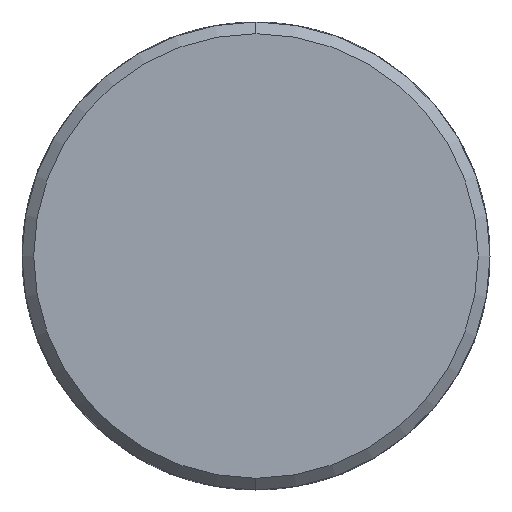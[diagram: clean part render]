
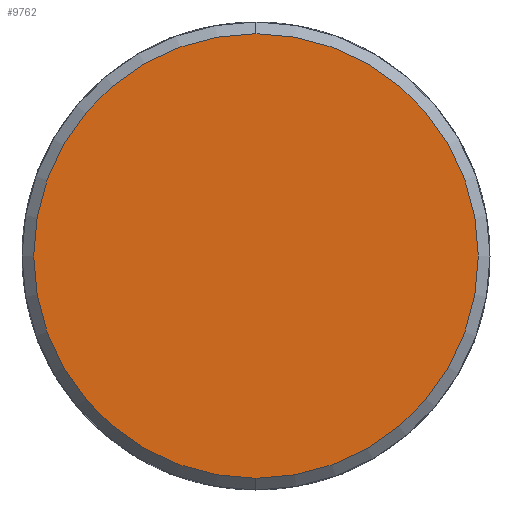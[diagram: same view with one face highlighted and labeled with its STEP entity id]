
A CAD part, left-side view. The second image highlights one B-rep face of the part: STEP entity #9762.
In plain terms, the highlighted planar face has unit normal (-1, 0, 0).
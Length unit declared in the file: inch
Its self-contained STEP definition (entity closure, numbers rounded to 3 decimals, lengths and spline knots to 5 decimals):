
#627 = EDGE_CURVE ( 'NONE', #2504, #9696, #6018, .T. ) ;
#648 = DIRECTION ( 'NONE',  ( 0., 0., -1. ) ) ;
#1155 = EDGE_CURVE ( 'NONE', #9696, #2504, #8644, .T. ) ;
#1241 = CARTESIAN_POINT ( 'NONE',  ( -4.25, 0., 0. ) ) ;
#1880 = CARTESIAN_POINT ( 'NONE',  ( -4.25, 0., -1.185 ) ) ;
#1888 = FACE_OUTER_BOUND ( 'NONE', #3098, .T. ) ;
#2022 = DIRECTION ( 'NONE',  ( 0., 0., -1. ) ) ;
#2504 = VERTEX_POINT ( 'NONE', #4301 ) ;
#2974 = CARTESIAN_POINT ( 'NONE',  ( -4.25, 0., 0. ) ) ;
#3080 = AXIS2_PLACEMENT_3D ( 'NONE', #2974, #8383, #3750 ) ;
#3098 = EDGE_LOOP ( 'NONE', ( #4721, #4922 ) ) ;
#3165 = AXIS2_PLACEMENT_3D ( 'NONE', #1241, #6676, #2022 ) ;
#3750 = DIRECTION ( 'NONE',  ( 0., 0., -1. ) ) ;
#4301 = CARTESIAN_POINT ( 'NONE',  ( -4.25, 0., 1.185 ) ) ;
#4721 = ORIENTED_EDGE ( 'NONE', *, *, #1155, .T. ) ;
#4922 = ORIENTED_EDGE ( 'NONE', *, *, #627, .T. ) ;
#5285 = DIRECTION ( 'NONE',  ( -1., 0., 0. ) ) ;
#6018 = CIRCLE ( 'NONE', #8819, 1.185 ) ;
#6676 = DIRECTION ( 'NONE',  ( 1., 0., 0. ) ) ;
#7350 = PLANE ( 'NONE',  #3165 ) ;
#8383 = DIRECTION ( 'NONE',  ( -1., 0., 0. ) ) ;
#8644 = CIRCLE ( 'NONE', #3080, 1.185 ) ;
#8819 = AXIS2_PLACEMENT_3D ( 'NONE', #9900, #5285, #648 ) ;
#9696 = VERTEX_POINT ( 'NONE', #1880 ) ;
#9762 = ADVANCED_FACE ( 'NONE', ( #1888 ), #7350, .F. ) ;
#9900 = CARTESIAN_POINT ( 'NONE',  ( -4.25, 0., 0. ) ) ;
